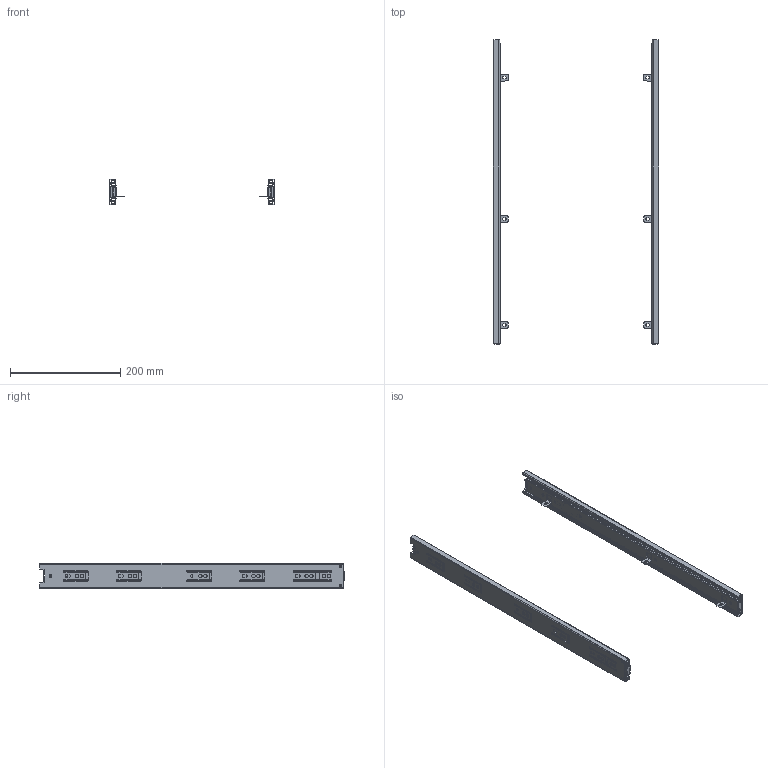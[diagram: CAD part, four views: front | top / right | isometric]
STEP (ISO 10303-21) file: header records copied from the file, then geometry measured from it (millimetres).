
FILE_DESCRIPTION(('STEP AP214'),'1');
FILE_NAME('cctmp_5AF6E40E-ABD7-49DA-8D60-6E83368D6197_2021_3_30_18_40_54_561..stp','2021-03-30T16:40:55',('Häfele GmbH & Co KG'),('CADClick - www.CADClick.com'),'Spatial InterOp 3D',' ','unknown authorization');
FILE_SCHEMA(('AUTOMOTIVE_DESIGN'));
Length unit declared in the file: millimetre
Products named in the file (3): 2021_03_30__18-40-54-541; 2021_03_30__18-40-54-533
Assembly tree (2 placements, depth 2):
  (unnamed)
    2021_03_30__18-40-54-541
    2021_03_30__18-40-54-533
Bounding box: 300 x 551.75 x 45.72 mm (x, y, z)
Volume: 257030.3 mm3; surface area: 353041.3 mm2
Topology: 5 solids, 5 shells, 793 faces, 2229 edges, 1450 vertices
Faces by surface type: plane 437, cylinder 312, cone 44
Entity records: 32900 total; most frequent: CARTESIAN_POINT 5084, DIRECTION 4477, ORIENTED_EDGE 4458, EDGE_CURVE 2229, LINE 1529, VECTOR 1529, AXIS2_PLACEMENT_3D 1474, VERTEX_POINT 1450
